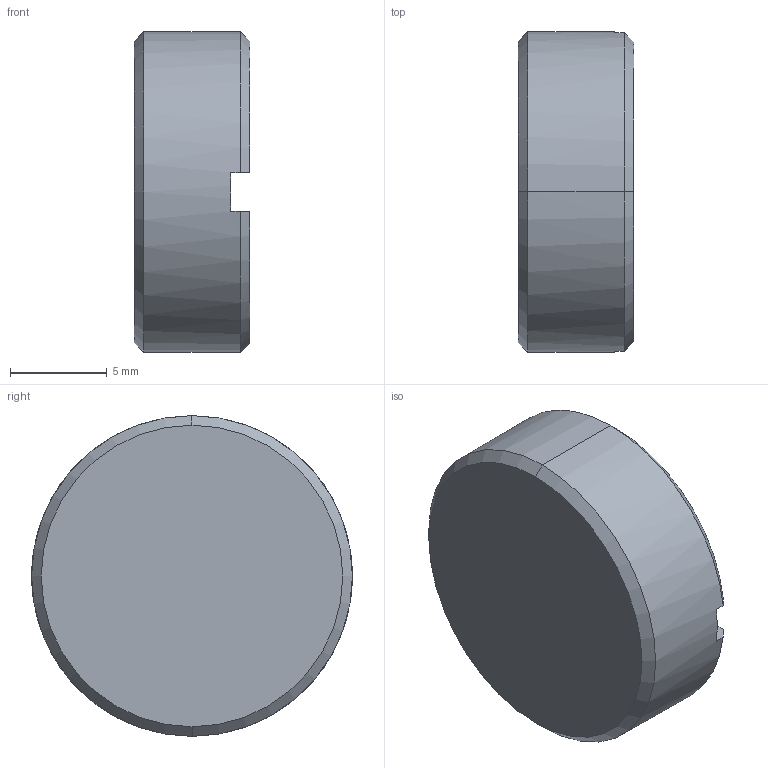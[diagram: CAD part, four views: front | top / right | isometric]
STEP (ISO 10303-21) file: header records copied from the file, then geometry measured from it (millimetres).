
FILE_DESCRIPTION (( 'STEP AP214' ), '1' );
FILE_NAME ('AZ-SP4.STEP', '2019-03-21T10:20:18', ( '' ), ( '' ), 'SwSTEP 2.0', 'SolidWorks 2018', '' );
FILE_SCHEMA (( 'AUTOMOTIVE_DESIGN' ));
Length unit declared in the file: millimetre
Products named in the file (1): AZ-SP4
Bounding box: 6 x 16.6 x 16.6 mm (x, y, z)
Volume: 937.7 mm3; surface area: 829.6 mm2
Topology: 1 solids, 1 shells, 19 faces, 48 edges, 31 vertices
Faces by surface type: plane 10, cone 5, cylinder 4
Entity records: 650 total; most frequent: CARTESIAN_POINT 111, DIRECTION 105, ORIENTED_EDGE 96, EDGE_CURVE 48, AXIS2_PLACEMENT_3D 41, VERTEX_POINT 31, LINE 23, VECTOR 23
